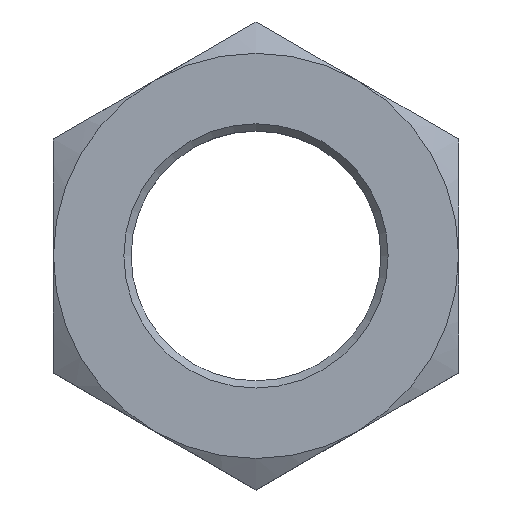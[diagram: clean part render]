
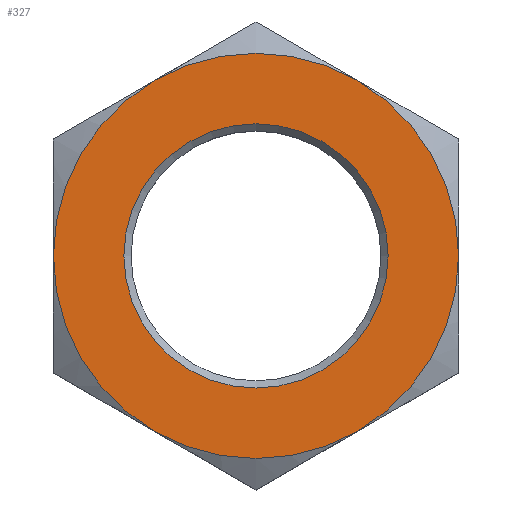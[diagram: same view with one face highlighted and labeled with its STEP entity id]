
A CAD part, top view. The second image highlights one B-rep face of the part: STEP entity #327.
In plain terms, the highlighted planar face has unit normal (0, 0, 1).
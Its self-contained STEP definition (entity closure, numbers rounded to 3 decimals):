
#33=PLANE('',#373);
#41=CIRCLE('',#354,23.);
#42=CIRCLE('',#356,23.);
#43=CIRCLE('',#358,23.);
#44=CIRCLE('',#360,23.);
#45=CIRCLE('',#362,23.);
#51=CIRCLE('',#374,23.);
#52=CIRCLE('',#375,15.);
#87=ORIENTED_EDGE('',*,*,#153,.F.);
#88=ORIENTED_EDGE('',*,*,#155,.F.);
#89=ORIENTED_EDGE('',*,*,#161,.F.);
#90=ORIENTED_EDGE('',*,*,#179,.F.);
#91=ORIENTED_EDGE('',*,*,#160,.F.);
#92=ORIENTED_EDGE('',*,*,#151,.F.);
#93=ORIENTED_EDGE('',*,*,#180,.T.);
#151=EDGE_CURVE('',#197,#195,#41,.T.);
#153=EDGE_CURVE('',#199,#197,#42,.T.);
#155=EDGE_CURVE('',#200,#199,#43,.T.);
#160=EDGE_CURVE('',#195,#202,#44,.T.);
#161=EDGE_CURVE('',#204,#200,#45,.T.);
#179=EDGE_CURVE('',#202,#204,#51,.T.);
#180=EDGE_CURVE('',#217,#217,#52,.T.);
#195=VERTEX_POINT('',#484);
#197=VERTEX_POINT('',#490);
#199=VERTEX_POINT('',#498);
#200=VERTEX_POINT('',#507);
#202=VERTEX_POINT('',#524);
#204=VERTEX_POINT('',#533);
#217=VERTEX_POINT('',#610);
#257=EDGE_LOOP('',(#87,#88,#89,#90,#91,#92));
#258=EDGE_LOOP('',(#93));
#285=FACE_BOUND('',#257,.T.);
#286=FACE_BOUND('',#258,.T.);
#327=ADVANCED_FACE('',(#285,#286),#33,.F.);
#354=AXIS2_PLACEMENT_3D('',#491,#396,#397);
#356=AXIS2_PLACEMENT_3D('',#499,#400,#401);
#358=AXIS2_PLACEMENT_3D('',#506,#404,#405);
#360=AXIS2_PLACEMENT_3D('',#530,#408,#409);
#362=AXIS2_PLACEMENT_3D('',#532,#412,#413);
#373=AXIS2_PLACEMENT_3D('',#607,#434,#435);
#374=AXIS2_PLACEMENT_3D('',#608,#436,#437);
#375=AXIS2_PLACEMENT_3D('',#609,#438,#439);
#396=DIRECTION('',(0.,0.,-1.));
#397=DIRECTION('',(-1.,0.,0.));
#400=DIRECTION('',(0.,0.,-1.));
#401=DIRECTION('',(-1.,0.,0.));
#404=DIRECTION('',(0.,0.,-1.));
#405=DIRECTION('',(-1.,0.,0.));
#408=DIRECTION('',(0.,0.,-1.));
#409=DIRECTION('',(-1.,0.,0.));
#412=DIRECTION('',(0.,0.,-1.));
#413=DIRECTION('',(-1.,0.,0.));
#434=DIRECTION('',(0.,0.,-1.));
#435=DIRECTION('',(-1.,0.,0.));
#436=DIRECTION('',(0.,0.,-1.));
#437=DIRECTION('',(-1.,0.,0.));
#438=DIRECTION('',(0.,0.,-1.));
#439=DIRECTION('',(-1.,0.,0.));
#484=CARTESIAN_POINT('',(23.,0.,12.));
#490=CARTESIAN_POINT('',(11.5,19.919,12.));
#491=CARTESIAN_POINT('',(0.,0.,12.));
#498=CARTESIAN_POINT('',(-11.5,19.919,12.));
#499=CARTESIAN_POINT('',(0.,0.,12.));
#506=CARTESIAN_POINT('',(0.,0.,12.));
#507=CARTESIAN_POINT('',(-23.,0.,12.));
#524=CARTESIAN_POINT('',(11.5,-19.919,12.));
#530=CARTESIAN_POINT('',(0.,0.,12.));
#532=CARTESIAN_POINT('',(0.,0.,12.));
#533=CARTESIAN_POINT('',(-11.5,-19.919,12.));
#607=CARTESIAN_POINT('',(0.,0.,12.));
#608=CARTESIAN_POINT('',(0.,0.,12.));
#609=CARTESIAN_POINT('',(0.,0.,12.));
#610=CARTESIAN_POINT('',(-15.,0.,12.));
